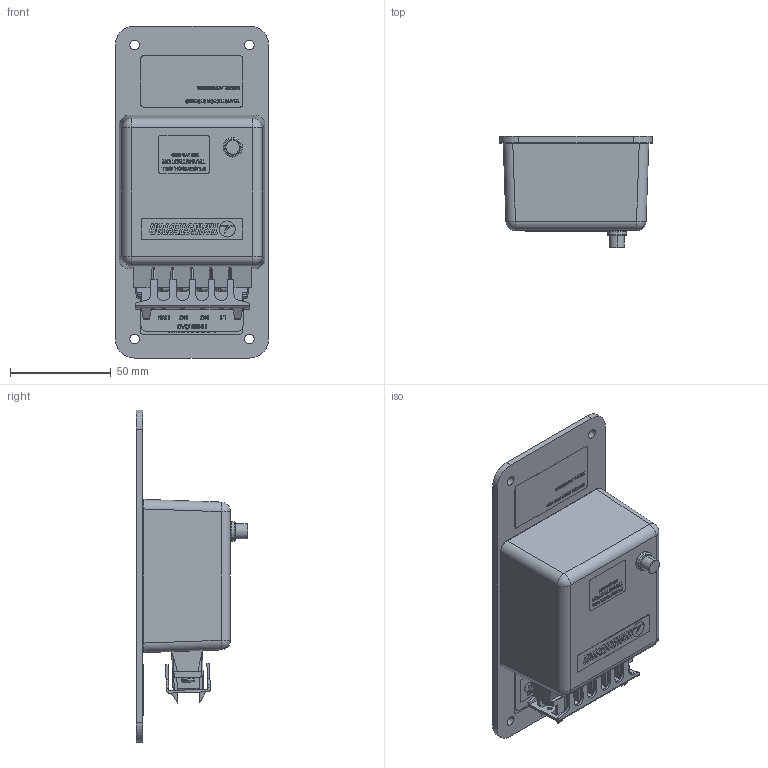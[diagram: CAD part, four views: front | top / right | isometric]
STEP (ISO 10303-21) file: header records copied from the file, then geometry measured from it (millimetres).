
FILE_DESCRIPTION (( 'STEP AP214' ), '1' );
FILE_NAME ('1100-692-E.STEP', '2019-01-04T17:57:35', ( '' ), ( '' ), 'SwSTEP 2.0', 'SolidWorks 2018', '' );
FILE_SCHEMA (( 'AUTOMOTIVE_DESIGN' ));
Length unit declared in the file: inch
Products named in the file (16): 2100-046; 2003-314; 2004-049; 3450-056; 3800-065; 2021-046; 2105-248; 2003-250; 3800-001; 1100-692-E; 2102-119; 2003-862-3; 2100-073; 2003-976; 2003-352; 2003-312
Assembly tree (18 placements, depth 3):
  1100-692-E
    2021-046
    2004-049
    3450-056
    2105-248
    3800-001  x2
    3800-065
    2102-119  x2
    2100-046
    2100-073  x2
    2003-250
      2003-862-3
    2003-312
    2003-976
    2003-352
    2003-314
Bounding box: 76.2 x 55.37 x 165.1 mm (x, y, z)
Volume: 104294.9 mm3; surface area: 87705.6 mm2
Topology: 17 solids, 17 shells, 2717 faces, 7140 edges, 4647 vertices
Faces by surface type: plane 1671, bspline 610, cylinder 342, torus 50, sphere 40, cone 4
Entity records: 143238 total; most frequent: CARTESIAN_POINT 60134, ORIENTED_EDGE 13332, DIRECTION 9907, EDGE_CURVE 6666, VECTOR 4687, LINE 4687, VERTEX_POINT 4372, EDGE_LOOP 2808
